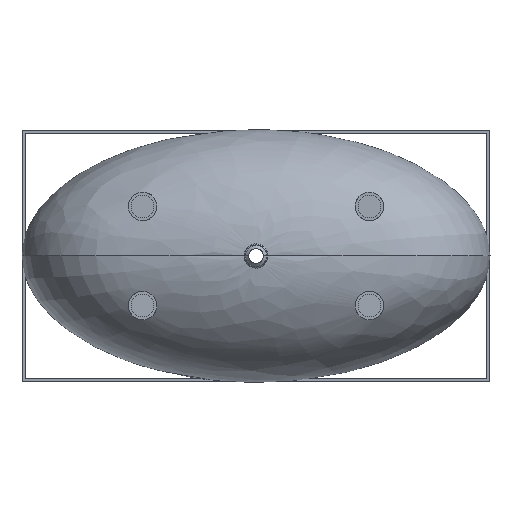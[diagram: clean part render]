
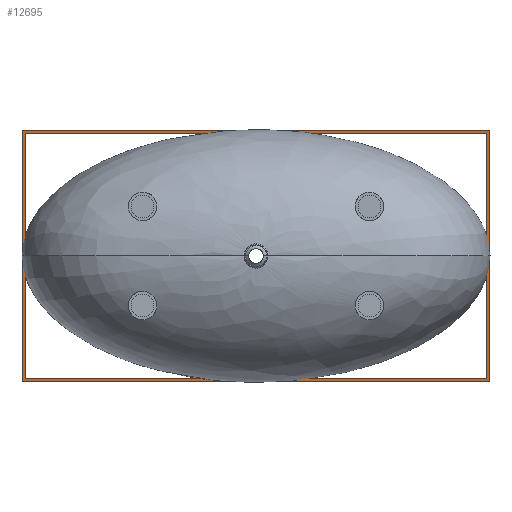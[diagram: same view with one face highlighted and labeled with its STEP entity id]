
A CAD part, front view. The second image highlights one B-rep face of the part: STEP entity #12695.
In plain terms, the highlighted planar face has unit normal (0, -1, 0).
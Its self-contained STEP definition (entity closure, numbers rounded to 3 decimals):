
#299 = LINE ( 'NONE', #10312, #19734 ) ;
#1295 = CARTESIAN_POINT ( 'NONE',  ( 0., -10., 0. ) ) ;
#2033 = VERTEX_POINT ( 'NONE', #12213 ) ;
#2073 = DIRECTION ( 'NONE',  ( -1., 0., 0. ) ) ;
#2108 = CARTESIAN_POINT ( 'NONE',  ( 822.5, -10., 442.5 ) ) ;
#2440 = CARTESIAN_POINT ( 'NONE',  ( 822.5, -10., -442.5 ) ) ;
#2571 = DIRECTION ( 'NONE',  ( 1., 0., 0. ) ) ;
#2770 = VECTOR ( 'NONE', #3336, 1000. ) ;
#2859 = ORIENTED_EDGE ( 'NONE', *, *, #21845, .F. ) ;
#3017 = VECTOR ( 'NONE', #17895, 1000. ) ;
#3212 = ORIENTED_EDGE ( 'NONE', *, *, #15880, .T. ) ;
#3288 = PLANE ( 'NONE',  #13538 ) ;
#3336 = DIRECTION ( 'NONE',  ( 1., 0., 0. ) ) ;
#3781 = VERTEX_POINT ( 'NONE', #5572 ) ;
#4453 = CARTESIAN_POINT ( 'NONE',  ( -822.5, -10., -442.5 ) ) ;
#4782 = VERTEX_POINT ( 'NONE', #16889 ) ;
#5572 = CARTESIAN_POINT ( 'NONE',  ( -822.5, -10., 442.5 ) ) ;
#5633 = EDGE_CURVE ( 'NONE', #4782, #12052, #7680, .T. ) ;
#5949 = VECTOR ( 'NONE', #14589, 1000. ) ;
#6760 = EDGE_CURVE ( 'NONE', #18171, #3781, #15068, .T. ) ;
#7218 = DIRECTION ( 'NONE',  ( 1., 0., 0. ) ) ;
#7560 = ORIENTED_EDGE ( 'NONE', *, *, #9889, .T. ) ;
#7680 = LINE ( 'NONE', #9326, #3017 ) ;
#8217 = VERTEX_POINT ( 'NONE', #2440 ) ;
#8347 = VERTEX_POINT ( 'NONE', #2108 ) ;
#9105 = CARTESIAN_POINT ( 'NONE',  ( -812.5, -10., 432.5 ) ) ;
#9326 = CARTESIAN_POINT ( 'NONE',  ( -812.5, -10., 432.5 ) ) ;
#9889 = EDGE_CURVE ( 'NONE', #16369, #4782, #13411, .T. ) ;
#10312 = CARTESIAN_POINT ( 'NONE',  ( -822.5, -10., 442.5 ) ) ;
#10721 = VECTOR ( 'NONE', #2073, 1000. ) ;
#11146 = EDGE_CURVE ( 'NONE', #8217, #18171, #24331, .T. ) ;
#11722 = EDGE_CURVE ( 'NONE', #3781, #8347, #299, .T. ) ;
#12052 = VERTEX_POINT ( 'NONE', #20600 ) ;
#12213 = CARTESIAN_POINT ( 'NONE',  ( 812.5, -10., 432.5 ) ) ;
#12602 = CARTESIAN_POINT ( 'NONE',  ( 822.5, -10., 442.5 ) ) ;
#12695 = ADVANCED_FACE ( 'NONE', ( #24889, #18862 ), #3288, .T. ) ;
#13411 = LINE ( 'NONE', #13646, #14965 ) ;
#13538 = AXIS2_PLACEMENT_3D ( 'NONE', #1295, #18849, #7218 ) ;
#13646 = CARTESIAN_POINT ( 'NONE',  ( -812.5, -10., -432.5 ) ) ;
#13736 = ORIENTED_EDGE ( 'NONE', *, *, #19968, .T. ) ;
#13882 = DIRECTION ( 'NONE',  ( -1., 0., 0. ) ) ;
#13899 = VECTOR ( 'NONE', #15799, 1000. ) ;
#14020 = ORIENTED_EDGE ( 'NONE', *, *, #11722, .F. ) ;
#14589 = DIRECTION ( 'NONE',  ( 0., 0., -1. ) ) ;
#14965 = VECTOR ( 'NONE', #13882, 1000. ) ;
#15068 = LINE ( 'NONE', #19553, #24980 ) ;
#15456 = ORIENTED_EDGE ( 'NONE', *, *, #11146, .F. ) ;
#15799 = DIRECTION ( 'NONE',  ( 0., 0., -1. ) ) ;
#15880 = EDGE_CURVE ( 'NONE', #12052, #2033, #17934, .T. ) ;
#16369 = VERTEX_POINT ( 'NONE', #17014 ) ;
#16709 = CARTESIAN_POINT ( 'NONE',  ( -822.5, -10., -442.5 ) ) ;
#16889 = CARTESIAN_POINT ( 'NONE',  ( -812.5, -10., -432.5 ) ) ;
#17014 = CARTESIAN_POINT ( 'NONE',  ( 812.5, -10., -432.5 ) ) ;
#17726 = DIRECTION ( 'NONE',  ( 0., 0., 1. ) ) ;
#17895 = DIRECTION ( 'NONE',  ( 0., 0., 1. ) ) ;
#17934 = LINE ( 'NONE', #9105, #2770 ) ;
#18171 = VERTEX_POINT ( 'NONE', #16709 ) ;
#18849 = DIRECTION ( 'NONE',  ( 0., -1., 0. ) ) ;
#18862 = FACE_OUTER_BOUND ( 'NONE', #22914, .T. ) ;
#19542 = ORIENTED_EDGE ( 'NONE', *, *, #6760, .F. ) ;
#19553 = CARTESIAN_POINT ( 'NONE',  ( -822.5, -10., 442.5 ) ) ;
#19734 = VECTOR ( 'NONE', #2571, 1000. ) ;
#19856 = LINE ( 'NONE', #23397, #13899 ) ;
#19968 = EDGE_CURVE ( 'NONE', #2033, #16369, #19856, .T. ) ;
#20600 = CARTESIAN_POINT ( 'NONE',  ( -812.5, -10., 432.5 ) ) ;
#20757 = ORIENTED_EDGE ( 'NONE', *, *, #5633, .T. ) ;
#21845 = EDGE_CURVE ( 'NONE', #8347, #8217, #22007, .T. ) ;
#22007 = LINE ( 'NONE', #12602, #5949 ) ;
#22622 = EDGE_LOOP ( 'NONE', ( #13736, #7560, #20757, #3212 ) ) ;
#22914 = EDGE_LOOP ( 'NONE', ( #19542, #15456, #2859, #14020 ) ) ;
#23397 = CARTESIAN_POINT ( 'NONE',  ( 812.5, -10., 432.5 ) ) ;
#24331 = LINE ( 'NONE', #4453, #10721 ) ;
#24889 = FACE_BOUND ( 'NONE', #22622, .T. ) ;
#24980 = VECTOR ( 'NONE', #17726, 1000. ) ;
